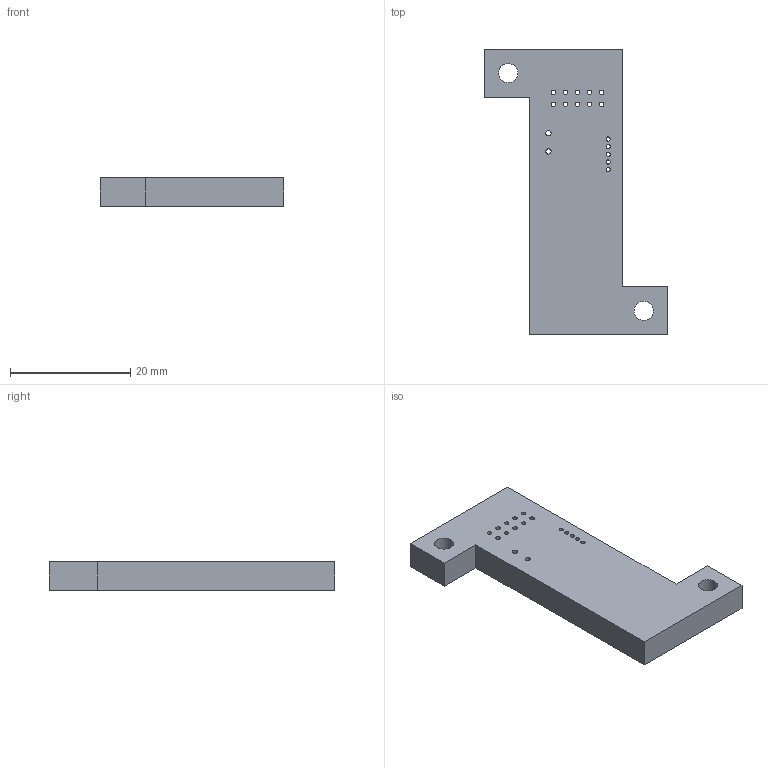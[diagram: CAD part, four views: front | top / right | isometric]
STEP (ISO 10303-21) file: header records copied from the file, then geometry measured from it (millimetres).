
FILE_DESCRIPTION(('KiCad electronic assembly'),'2;1');
FILE_NAME('dvrk-s-programmer.step','2021-12-15T00:38:02',('Pcbnew'),( 'Kicad'),'Open CASCADE STEP processor 7.5','KiCad to STEP converter' ,'Unknown');
FILE_SCHEMA(('AUTOMOTIVE_DESIGN { 1 0 10303 214 1 1 1 1 }'));
Length unit declared in the file: millimetre
Products named in the file (2): dvrk-s-programmer 1; dvrk-s-programmer PCB
Assembly tree (1 placements, depth 2):
  dvrk-s-programmer 1
    dvrk-s-programmer PCB
Bounding box: 30.5 x 47.5 x 4.69 mm (x, y, z)
Volume: 3904.7 mm3; surface area: 2679.6 mm2
Topology: 1 solids, 1 shells, 29 faces, 81 edges, 54 vertices
Faces by surface type: cylinder 19, plane 10
Full cylindrical faces by diameter (mm): 0.7 x5, 0.75 x10, 0.9 x2, 3.2 x2
Entity records: 2243 total; most frequent: CARTESIAN_POINT 556, DIRECTION 305, LINE 167, VECTOR 167, ORIENTED_EDGE 162, PCURVE 162, DEFINITIONAL_REPRESENTATION 162, EDGE_CURVE 81
